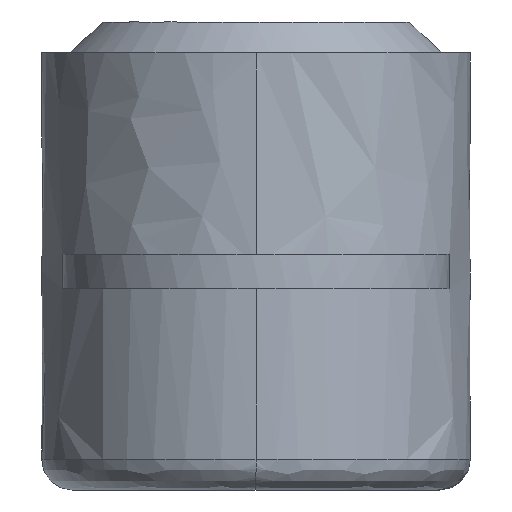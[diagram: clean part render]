
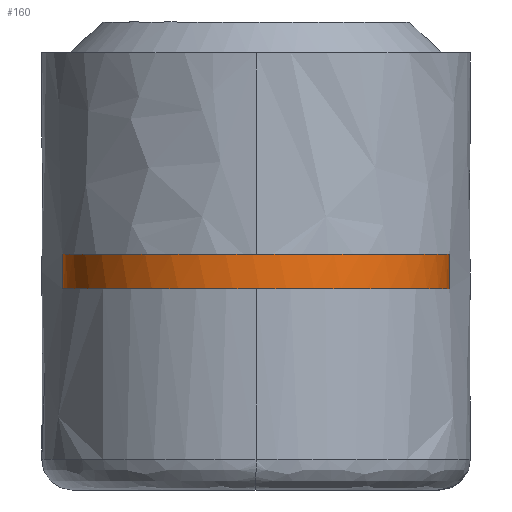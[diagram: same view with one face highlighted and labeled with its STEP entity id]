
A CAD part, left-side view. The second image highlights one B-rep face of the part: STEP entity #160.
In plain terms, the highlighted free-form (B-spline) face has degree [1, 2] with [2, 5] control points.
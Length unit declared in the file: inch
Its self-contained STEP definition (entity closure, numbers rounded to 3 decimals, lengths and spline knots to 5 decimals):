
#9 = CARTESIAN_POINT ( 'NONE',  ( -0.37, 0.5, 0.61 ) ) ;
#32 = CARTESIAN_POINT ( 'NONE',  ( -0.37, 0., 0.61 ) ) ;
#102 = EDGE_CURVE ( 'NONE', #642, #456, #1116, .T. ) ;
#150 =( BOUNDED_SURFACE ( )  B_SPLINE_SURFACE ( 1, 2, ( 
 ( #337, #1081, #9, #1070, #1091 ),
 ( #948, #1560, #793, #1537, #486 ) ),
 .UNSPECIFIED., .F., .F., .F. ) 
 B_SPLINE_SURFACE_WITH_KNOTS ( ( 2, 2 ),
 ( 3, 2, 3 ),
 ( -0.09, 0.09 ),
 ( 1.5708, 3.14159, 4.71239 ),
 .UNSPECIFIED. ) 
 GEOMETRIC_REPRESENTATION_ITEM ( )  RATIONAL_B_SPLINE_SURFACE ( (
 ( 1., 0.707, 1., 0.707, 1.),
 ( 1., 0.707, 1., 0.707, 1.) ) ) 
 REPRESENTATION_ITEM ( '' )  SURFACE ( )  );
#160 = ADVANCED_FACE ( 'NONE', ( #1217 ), #150, .T. ) ;
#178 = CARTESIAN_POINT ( 'NONE',  ( 0.13, 1., 0.61 ) ) ;
#252 = CARTESIAN_POINT ( 'NONE',  ( 0.13, 0., 0.61 ) ) ;
#288 = CARTESIAN_POINT ( 'NONE',  ( 0.13, 1., 0.61 ) ) ;
#337 = CARTESIAN_POINT ( 'NONE',  ( 0.13, 1., 0.61 ) ) ;
#397 = CARTESIAN_POINT ( 'NONE',  ( 0.13, 1., 0.52 ) ) ;
#418 = CARTESIAN_POINT ( 'NONE',  ( 0.13, 1., 0.52 ) ) ;
#456 = VERTEX_POINT ( 'NONE', #252 ) ;
#457 = CARTESIAN_POINT ( 'NONE',  ( -0.37, 0., 0.52 ) ) ;
#486 = CARTESIAN_POINT ( 'NONE',  ( 0.13, 0., 0.52 ) ) ;
#548 = EDGE_CURVE ( 'NONE', #1928, #642, #1270, .T. ) ;
#642 = VERTEX_POINT ( 'NONE', #288 ) ;
#657 = EDGE_CURVE ( 'NONE', #1516, #1928, #1018, .T. ) ;
#669 = CARTESIAN_POINT ( 'NONE',  ( 0.13, 0., 0.61 ) ) ;
#721 = ORIENTED_EDGE ( 'NONE', *, *, #102, .F. ) ;
#767 = ORIENTED_EDGE ( 'NONE', *, *, #657, .F. ) ;
#793 = CARTESIAN_POINT ( 'NONE',  ( -0.37, 0.5, 0.52 ) ) ;
#811 = CARTESIAN_POINT ( 'NONE',  ( 0.13, 0., 0.52 ) ) ;
#948 = CARTESIAN_POINT ( 'NONE',  ( 0.13, 1., 0.52 ) ) ;
#1007 = CARTESIAN_POINT ( 'NONE',  ( 0.13, 1., 0.61 ) ) ;
#1018 =( BOUNDED_CURVE ( )  B_SPLINE_CURVE ( 2, ( #1542, #457, #1517, #1222, #418 ),
 .UNSPECIFIED., .F., .F. ) 
 B_SPLINE_CURVE_WITH_KNOTS ( ( 3, 2, 3 ),
 ( 1.5708, 3.14159, 4.71239 ),
 .UNSPECIFIED. ) 
 CURVE ( )  GEOMETRIC_REPRESENTATION_ITEM ( )  RATIONAL_B_SPLINE_CURVE ( ( 1., 0.707, 1., 0.707, 1. ) ) 
 REPRESENTATION_ITEM ( '' )  );
#1070 = CARTESIAN_POINT ( 'NONE',  ( -0.37, 0., 0.61 ) ) ;
#1072 = EDGE_CURVE ( 'NONE', #1516, #456, #1650, .T. ) ;
#1081 = CARTESIAN_POINT ( 'NONE',  ( -0.37, 1., 0.61 ) ) ;
#1091 = CARTESIAN_POINT ( 'NONE',  ( 0.13, 0., 0.61 ) ) ;
#1108 = CARTESIAN_POINT ( 'NONE',  ( -0.37, 0.5, 0.61 ) ) ;
#1116 =( BOUNDED_CURVE ( )  B_SPLINE_CURVE ( 2, ( #178, #1839, #1108, #32, #1251 ),
 .UNSPECIFIED., .F., .T. ) 
 B_SPLINE_CURVE_WITH_KNOTS ( ( 3, 2, 3 ),
 ( 1.5708, 3.14159, 4.71239 ),
 .UNSPECIFIED. ) 
 CURVE ( )  GEOMETRIC_REPRESENTATION_ITEM ( )  RATIONAL_B_SPLINE_CURVE ( ( 1., 0.707, 1., 0.707, 1. ) ) 
 REPRESENTATION_ITEM ( '' )  );
#1148 = ORIENTED_EDGE ( 'NONE', *, *, #548, .F. ) ;
#1162 = ORIENTED_EDGE ( 'NONE', *, *, #1072, .T. ) ;
#1171 = CARTESIAN_POINT ( 'NONE',  ( 0.13, 0., 0.52 ) ) ;
#1217 = FACE_OUTER_BOUND ( 'NONE', #1762, .T. ) ;
#1222 = CARTESIAN_POINT ( 'NONE',  ( -0.37, 1., 0.52 ) ) ;
#1251 = CARTESIAN_POINT ( 'NONE',  ( 0.13, 0., 0.61 ) ) ;
#1270 = B_SPLINE_CURVE_WITH_KNOTS ( 'NONE', 1,
 ( #397, #1007 ),
 .UNSPECIFIED., .F., .F.,
 ( 2, 2 ),
 ( -0.045, 0.045 ),
 .UNSPECIFIED. ) ;
#1516 = VERTEX_POINT ( 'NONE', #1171 ) ;
#1517 = CARTESIAN_POINT ( 'NONE',  ( -0.37, 0.5, 0.52 ) ) ;
#1537 = CARTESIAN_POINT ( 'NONE',  ( -0.37, 0., 0.52 ) ) ;
#1542 = CARTESIAN_POINT ( 'NONE',  ( 0.13, 0., 0.52 ) ) ;
#1560 = CARTESIAN_POINT ( 'NONE',  ( -0.37, 1., 0.52 ) ) ;
#1650 = B_SPLINE_CURVE_WITH_KNOTS ( 'NONE', 1,
 ( #811, #669 ),
 .UNSPECIFIED., .F., .F.,
 ( 2, 2 ),
 ( -0.045, 0.045 ),
 .UNSPECIFIED. ) ;
#1686 = CARTESIAN_POINT ( 'NONE',  ( 0.13, 1., 0.52 ) ) ;
#1762 = EDGE_LOOP ( 'NONE', ( #1148, #767, #1162, #721 ) ) ;
#1839 = CARTESIAN_POINT ( 'NONE',  ( -0.37, 1., 0.61 ) ) ;
#1928 = VERTEX_POINT ( 'NONE', #1686 ) ;
